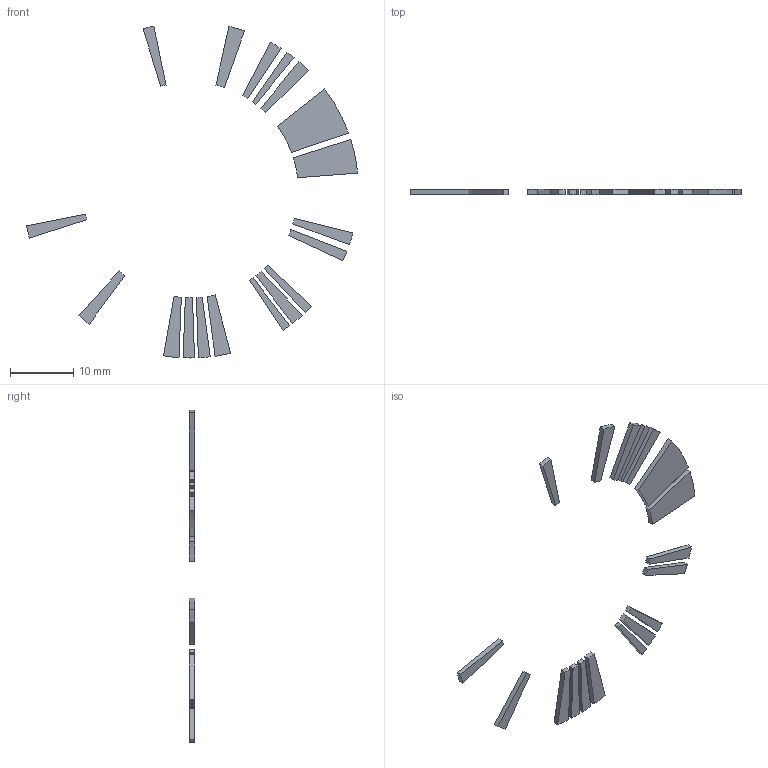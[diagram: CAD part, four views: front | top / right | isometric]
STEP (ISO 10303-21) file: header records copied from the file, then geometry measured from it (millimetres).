
FILE_DESCRIPTION(/* description */ (''),/* implementation_level */ '2;1');
FILE_NAME(/* name */ 'Ring 1 con.stp',/* time_stamp */ '2025-09-12T00:13:25+02:00',/* author */ (''),/* organization */ (''),/* preprocessor_version */ 'ST-DEVELOPER v20.1',/* originating_system */ 'Autodesk Translation Framework v14.10.0.0',/* authorisation */ '');
FILE_SCHEMA (('AUTOMOTIVE_DESIGN { 1 0 10303 214 3 1 1 }'));
Length unit declared in the file: millimetre
Products named in the file (1): Ring 1 - con
Bounding box: 52.26 x 0.8 x 52.36 mm (x, y, z)
Volume: 259.2 mm3; surface area: 976.1 mm2
Topology: 18 solids, 18 shells, 108 faces, 216 edges, 144 vertices
Faces by surface type: plane 72, cylinder 36
Entity records: 2835 total; most frequent: DIRECTION 506, CARTESIAN_POINT 469, ORIENTED_EDGE 432, EDGE_CURVE 216, AXIS2_PLACEMENT_3D 181, LINE 144, VECTOR 144, VERTEX_POINT 144
